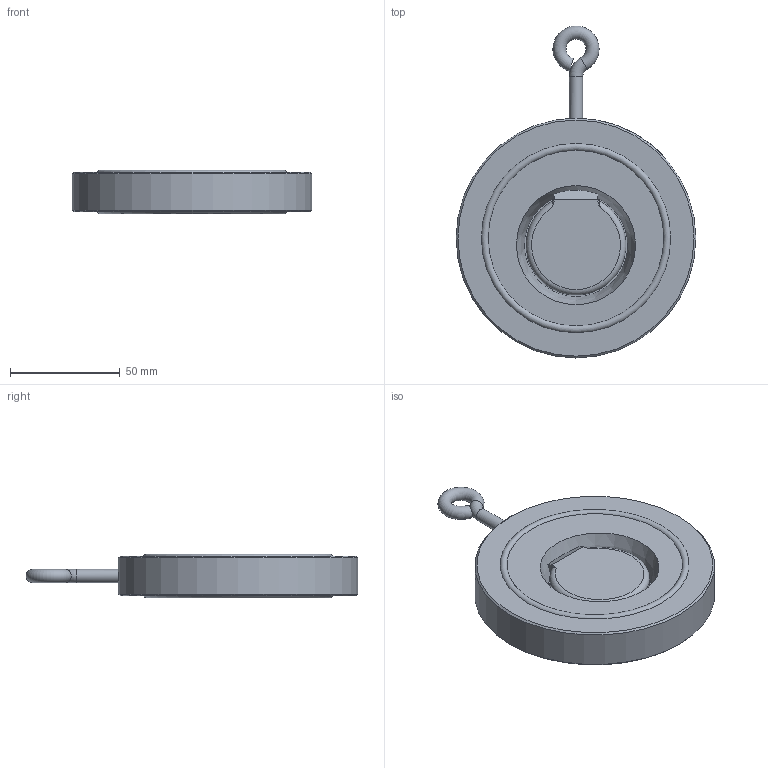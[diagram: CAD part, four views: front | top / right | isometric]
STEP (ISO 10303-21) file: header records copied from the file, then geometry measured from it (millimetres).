
FILE_DESCRIPTION (( 'STEP AP214' ), '1' );
FILE_NAME ('920-50.STEP', '2017-10-17T08:42:18', ( 'eh' ), ( 'Hewlett-Packard Company' ), 'SwSTEP 2.0', 'SolidWorks 2015', '' );
FILE_SCHEMA (( 'AUTOMOTIVE_DESIGN' ));
Length unit declared in the file: millimetre
Products named in the file (1): 920-50
Bounding box: 109 x 150.98 x 19.8 mm (x, y, z)
Volume: 154447.4 mm3; surface area: 30315.9 mm2
Topology: 1 solids, 2 shells, 120 faces, 304 edges, 201 vertices
Faces by surface type: bspline 46, plane 42, cylinder 16, torus 11, cone 5
Full cylindrical faces by diameter (mm): 5 x1, 6 x1, 32 x1, 109 x1
Entity records: 10100 total; most frequent: CARTESIAN_POINT 7616, ORIENTED_EDGE 564, DIRECTION 330, EDGE_CURVE 282, VERTEX_POINT 196, B_SPLINE_CURVE_WITH_KNOTS 166, EDGE_LOOP 154, AXIS2_PLACEMENT_3D 140
